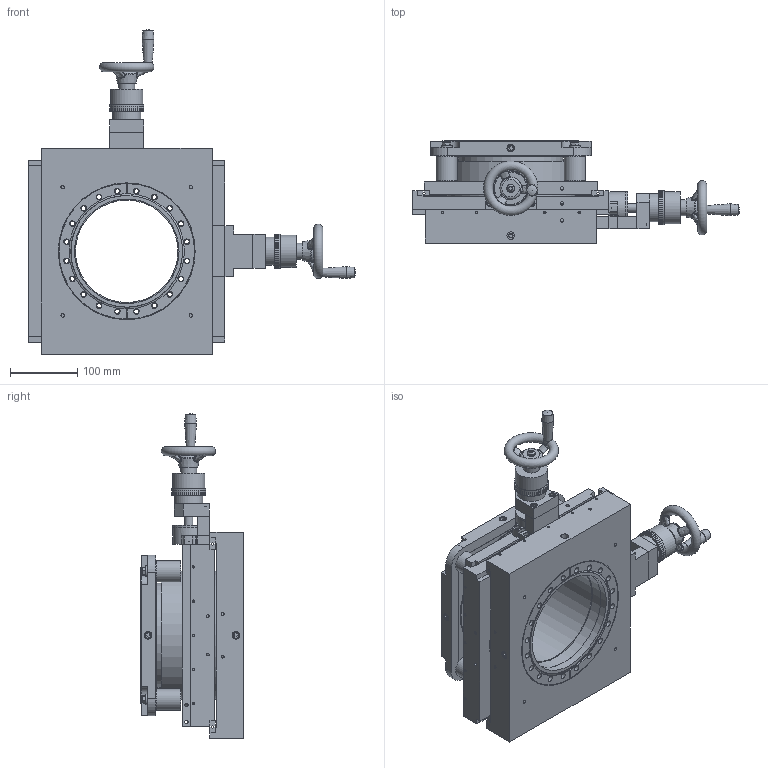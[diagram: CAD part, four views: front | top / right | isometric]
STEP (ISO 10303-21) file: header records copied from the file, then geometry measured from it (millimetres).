
FILE_DESCRIPTION (( 'STEP AP214' ), '1' );
FILE_NAME ('MC3000-1.6, BOTH TAPPED 6.0 OAH,b 10011156.STEP', '2022-11-10T16:26:44', ( 'Setup User' ), ( '' ), 'SwSTEP 2.0', 'SolidWorks 2022', '' );
FILE_SCHEMA (( 'AUTOMOTIVE_DESIGN' ));
Length unit declared in the file: inch
Products named in the file (1): MC3000-1.6, BOTH TAPPED 6.0 OAH,b 10011156
Bounding box: 486.16 x 152.4 x 482.22 mm (x, y, z)
Surface area: 859462 mm2 (no closed solid volume)
Topology: 0 solids, 140 shells, 1051 faces, 4236 edges, 3209 vertices
Faces by surface type: plane 673, cylinder 265, cone 65, bspline 33, torus 9, sphere 6
Full cylindrical faces by diameter (mm): 2.261 x20, 3.454 x10, 4.039 x6, 4.648 x34, 5.105 x11, 6.579 x37, 6.909 x20, 7.925 x4, 8.433 x20, 8.738 x8, 9.525 x9, 11.1 x2, 11.112 x8, 12.697 x2, 15.875 x4, 22.225 x1, 23.876 x2, 31.75 x4, 43.18 x2, 46.99 x4, 48.26 x2, 50.546 x2, 152.4 x1, 155.448 x2, 155.575 x2, 166.116 x2, 190.5 x1, 202.438 x2, 202.692 x1, 203.454 x1
Entity records: 62192 total; most frequent: CARTESIAN_POINT 14649, DIRECTION 6795, ORIENTED_EDGE 5511, EDGE_CURVE 3858, VERTEX_POINT 3146, LINE 2627, VECTOR 2627, AXIS2_PLACEMENT_3D 2084
